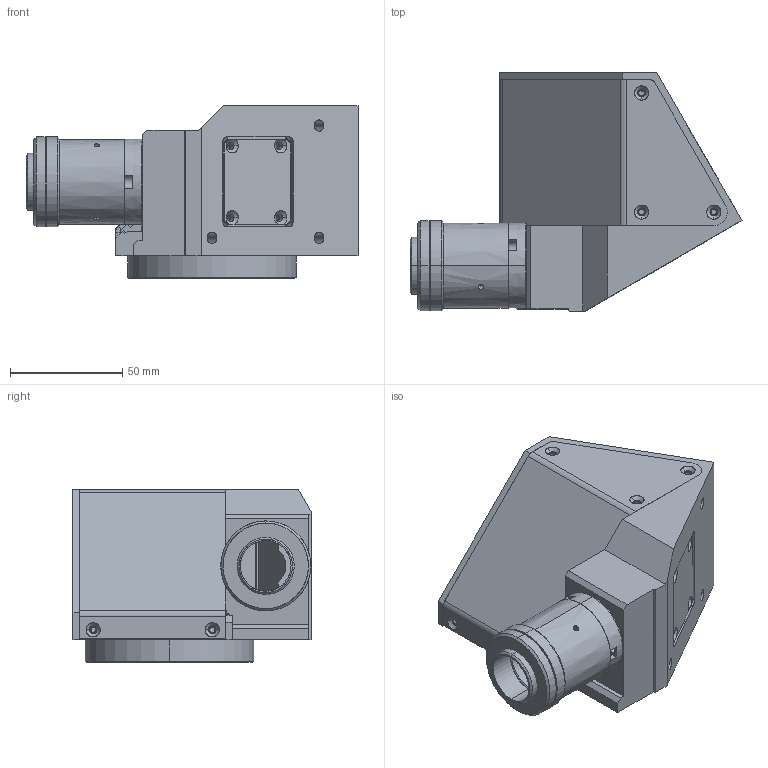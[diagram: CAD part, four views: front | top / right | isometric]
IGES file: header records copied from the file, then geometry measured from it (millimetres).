
Start section: SolidWorks IGES file using analytic representation for surfaces
Global section: file name: TCCR1M048-C.igs; native system: SolidWorks 2018; preprocessor: SolidWorks 2018; author: ccharly; date: 190607.123118; units: millimetre
Bounding box: 147.72 x 106 x 76.86 mm (x, y, z)
Surface area: 65810.1 mm2 (no closed solid volume)
Topology: 0 solids, 0 shells, 276 faces, 4823 edges, 4822 vertices
Faces by surface type: revolution 183, bspline 93
